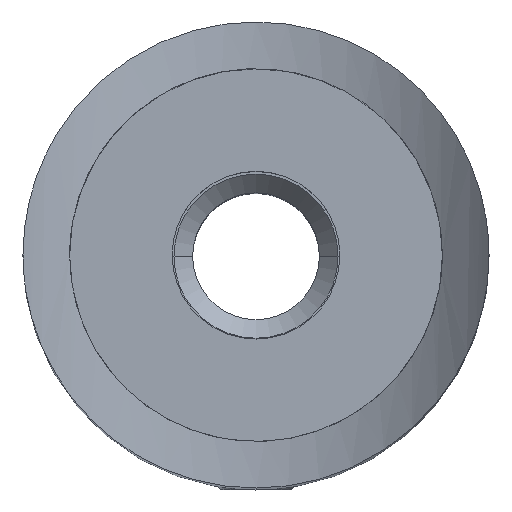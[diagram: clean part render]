
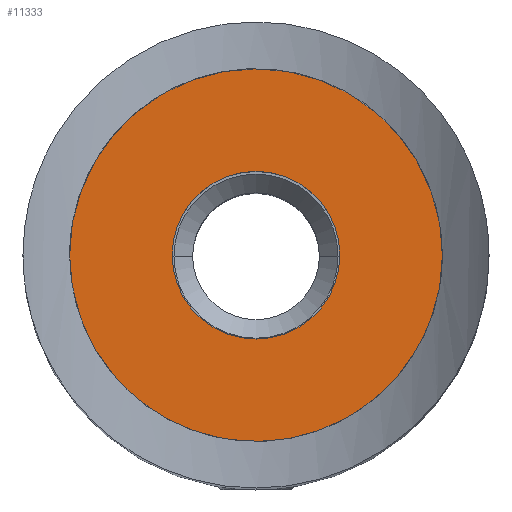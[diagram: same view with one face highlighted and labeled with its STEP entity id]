
A CAD part, top view. The second image highlights one B-rep face of the part: STEP entity #11333.
In plain terms, the highlighted planar face has unit normal (0, 0, 1).
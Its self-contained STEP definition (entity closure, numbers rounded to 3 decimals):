
#320 = EDGE_LOOP ( 'NONE', ( #5448, #2229 ) ) ;
#574 = CARTESIAN_POINT ( 'NONE',  ( 0., 0., 0. ) ) ;
#861 = AXIS2_PLACEMENT_3D ( 'NONE', #574, #5250, #9969 ) ;
#1388 = CARTESIAN_POINT ( 'NONE',  ( 0., 0., 0. ) ) ;
#1886 = AXIS2_PLACEMENT_3D ( 'NONE', #8263, #3329, #8320 ) ;
#2229 = ORIENTED_EDGE ( 'NONE', *, *, #14269, .T. ) ;
#2332 = CIRCLE ( 'NONE', #861, 10. ) ;
#2470 = DIRECTION ( 'NONE',  ( 0., 0., 1. ) ) ;
#2586 = CARTESIAN_POINT ( 'NONE',  ( -4.5, 0., 0. ) ) ;
#3329 = DIRECTION ( 'NONE',  ( 0., 0., -1. ) ) ;
#3410 = ORIENTED_EDGE ( 'NONE', *, *, #12340, .F. ) ;
#3540 = PLANE ( 'NONE',  #1886 ) ;
#4042 = CARTESIAN_POINT ( 'NONE',  ( 10., 0., 0. ) ) ;
#4562 = VERTEX_POINT ( 'NONE', #5607 ) ;
#4924 = DIRECTION ( 'NONE',  ( 1., 0., 0. ) ) ;
#4968 = CARTESIAN_POINT ( 'NONE',  ( 0., 0., 0. ) ) ;
#5250 = DIRECTION ( 'NONE',  ( 0., 0., 1. ) ) ;
#5448 = ORIENTED_EDGE ( 'NONE', *, *, #14945, .T. ) ;
#5537 = AXIS2_PLACEMENT_3D ( 'NONE', #7423, #8618, #10933 ) ;
#5607 = CARTESIAN_POINT ( 'NONE',  ( 4.5, 0., 0. ) ) ;
#6281 = AXIS2_PLACEMENT_3D ( 'NONE', #1388, #2470, #4924 ) ;
#7394 = FACE_OUTER_BOUND ( 'NONE', #320, .T. ) ;
#7423 = CARTESIAN_POINT ( 'NONE',  ( 0., 0., 0. ) ) ;
#7614 = CARTESIAN_POINT ( 'NONE',  ( -10., 0., 0. ) ) ;
#8263 = CARTESIAN_POINT ( 'NONE',  ( 0., 10., 0. ) ) ;
#8320 = DIRECTION ( 'NONE',  ( -1., 0., 0. ) ) ;
#8618 = DIRECTION ( 'NONE',  ( 0., 0., 1. ) ) ;
#9000 = EDGE_LOOP ( 'NONE', ( #3410, #11452 ) ) ;
#9969 = DIRECTION ( 'NONE',  ( 1., 0., 0. ) ) ;
#10592 = FACE_BOUND ( 'NONE', #9000, .T. ) ;
#10815 = CIRCLE ( 'NONE', #5537, 10. ) ;
#10933 = DIRECTION ( 'NONE',  ( 1., 0., 0. ) ) ;
#11333 = ADVANCED_FACE ( 'NONE', ( #10592, #7394 ), #3540, .F. ) ;
#11452 = ORIENTED_EDGE ( 'NONE', *, *, #11989, .F. ) ;
#11916 = AXIS2_PLACEMENT_3D ( 'NONE', #4968, #13296, #14505 ) ;
#11989 = EDGE_CURVE ( 'NONE', #15014, #4562, #12238, .T. ) ;
#12238 = CIRCLE ( 'NONE', #11916, 4.5 ) ;
#12340 = EDGE_CURVE ( 'NONE', #4562, #15014, #14464, .T. ) ;
#12397 = VERTEX_POINT ( 'NONE', #4042 ) ;
#12465 = VERTEX_POINT ( 'NONE', #7614 ) ;
#13296 = DIRECTION ( 'NONE',  ( 0., 0., 1. ) ) ;
#14269 = EDGE_CURVE ( 'NONE', #12465, #12397, #2332, .T. ) ;
#14464 = CIRCLE ( 'NONE', #6281, 4.5 ) ;
#14505 = DIRECTION ( 'NONE',  ( 1., 0., 0. ) ) ;
#14945 = EDGE_CURVE ( 'NONE', #12397, #12465, #10815, .T. ) ;
#15014 = VERTEX_POINT ( 'NONE', #2586 ) ;
